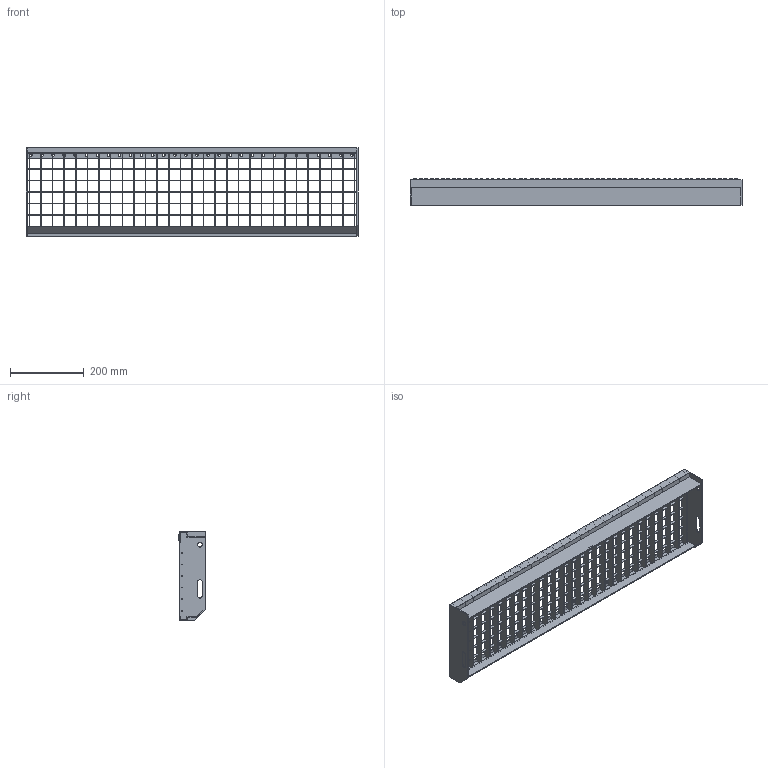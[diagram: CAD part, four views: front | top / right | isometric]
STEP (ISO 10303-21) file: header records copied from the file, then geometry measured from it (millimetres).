
FILE_DESCRIPTION (( 'STEP AP203' ), '1' );
FILE_NAME ('40.902430.7.step', '2015-10-04T07:13:54', ( '' ), ( '' ), 'SwSTEP 2.0', 'SolidWorks 2015', '' );
FILE_SCHEMA (( 'CONFIG_CONTROL_DESIGN' ));
Length unit declared in the file: millimetre
Products named in the file (1): 40.902430.7
Bounding box: 900 x 72.67 x 240 mm (x, y, z)
Volume: 713638.2 mm3; surface area: 821665.5 mm2
Topology: 27 solids, 27 shells, 869 faces, 2207 edges, 1454 vertices
Faces by surface type: plane 534, cylinder 128, cone 118, bspline 89
Entity records: 31608 total; most frequent: CARTESIAN_POINT 10380, ORIENTED_EDGE 4414, DIRECTION 4099, EDGE_CURVE 2207, LINE 1521, VECTOR 1521, VERTEX_POINT 1454, AXIS2_PLACEMENT_3D 1289
